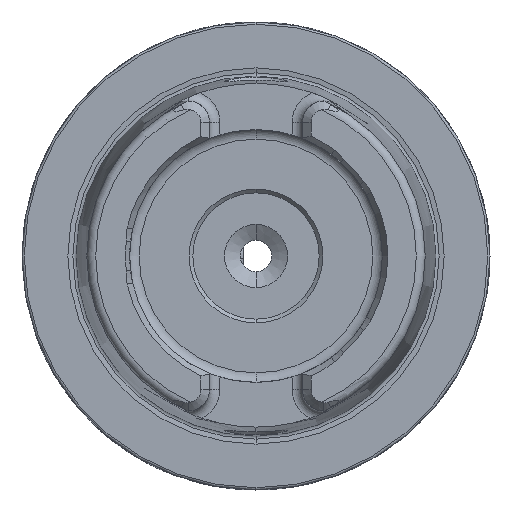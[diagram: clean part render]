
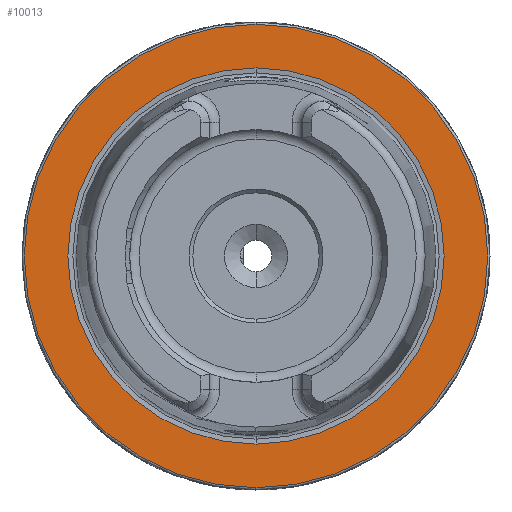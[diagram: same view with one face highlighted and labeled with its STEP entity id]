
A CAD part, left-side view. The second image highlights one B-rep face of the part: STEP entity #10013.
In plain terms, the highlighted planar face has unit normal (-1, 0, 0).
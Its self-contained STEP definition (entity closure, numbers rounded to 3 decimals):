
#1336 = CARTESIAN_POINT ( 'NONE',  ( 0., 0., 31.2 ) ) ;
#1341 = CARTESIAN_POINT ( 'NONE',  ( 0., 0., -31.2 ) ) ;
#1347 = CARTESIAN_POINT ( 'NONE',  ( 0., 0., 25.324 ) ) ;
#1349 = CARTESIAN_POINT ( 'NONE',  ( 0., 0., -25.324 ) ) ;
#2030 = FACE_OUTER_BOUND ( 'NONE', #4366, .T. ) ;
#2033 = FACE_BOUND ( 'NONE', #10770, .T. ) ;
#3174 = CARTESIAN_POINT ( 'NONE',  ( 0., 0., 0. ) ) ;
#3175 = DIRECTION ( 'NONE',  ( -1., 0., 0. ) ) ;
#3176 = DIRECTION ( 'NONE',  ( 0., 0., 1. ) ) ;
#3392 = CARTESIAN_POINT ( 'NONE',  ( 0., 0., 0. ) ) ;
#3393 = DIRECTION ( 'NONE',  ( -1., 0., 0. ) ) ;
#3394 = DIRECTION ( 'NONE',  ( 0., 0., 1. ) ) ;
#3404 = CARTESIAN_POINT ( 'NONE',  ( 0., 0., 0. ) ) ;
#3405 = DIRECTION ( 'NONE',  ( -1., 0., 0. ) ) ;
#3406 = DIRECTION ( 'NONE',  ( 0., 0., 1. ) ) ;
#3911 = EDGE_CURVE ( 'NONE', #5758, #5760, #8188, .T. ) ;
#4047 = CIRCLE ( 'NONE', #5950, 25.324 ) ;
#4366 = EDGE_LOOP ( 'NONE', ( #6712, #6713 ) ) ;
#4866 = EDGE_CURVE ( 'NONE', #5765, #5767, #4047, .T. ) ;
#5452 = CARTESIAN_POINT ( 'NONE',  ( 0., 0., 0. ) ) ;
#5454 = DIRECTION ( 'NONE',  ( -1., 0., 0. ) ) ;
#5456 = DIRECTION ( 'NONE',  ( 0., 0., 1. ) ) ;
#5758 = VERTEX_POINT ( 'NONE', #1341 ) ;
#5760 = VERTEX_POINT ( 'NONE', #1336 ) ;
#5765 = VERTEX_POINT ( 'NONE', #1347 ) ;
#5767 = VERTEX_POINT ( 'NONE', #1349 ) ;
#5907 = AXIS2_PLACEMENT_3D ( 'NONE', #5452, #5454, #5456 ) ;
#5950 = AXIS2_PLACEMENT_3D ( 'NONE', #3174, #3175, #3176 ) ;
#6130 = CARTESIAN_POINT ( 'NONE',  ( 0., 31.2, 0. ) ) ;
#6133 = PLANE ( 'NONE',  #10346 ) ;
#6135 = DIRECTION ( 'NONE',  ( 1., 0., 0. ) ) ;
#6136 = DIRECTION ( 'NONE',  ( 0., 0., -1. ) ) ;
#6710 = ORIENTED_EDGE ( 'NONE', *, *, #4866, .F. ) ;
#6711 = ORIENTED_EDGE ( 'NONE', *, *, #10473, .F. ) ;
#6712 = ORIENTED_EDGE ( 'NONE', *, *, #10469, .T. ) ;
#6713 = ORIENTED_EDGE ( 'NONE', *, *, #3911, .T. ) ;
#8188 = CIRCLE ( 'NONE', #5907, 31.2 ) ;
#9489 = CIRCLE ( 'NONE', #10384, 31.2 ) ;
#9492 = CIRCLE ( 'NONE', #10387, 25.324 ) ;
#10013 = ADVANCED_FACE ( 'NONE', ( #2033, #2030 ), #6133, .F. ) ;
#10346 = AXIS2_PLACEMENT_3D ( 'NONE', #6130, #6135, #6136 ) ;
#10384 = AXIS2_PLACEMENT_3D ( 'NONE', #3392, #3393, #3394 ) ;
#10387 = AXIS2_PLACEMENT_3D ( 'NONE', #3404, #3405, #3406 ) ;
#10469 = EDGE_CURVE ( 'NONE', #5760, #5758, #9489, .T. ) ;
#10473 = EDGE_CURVE ( 'NONE', #5767, #5765, #9492, .T. ) ;
#10770 = EDGE_LOOP ( 'NONE', ( #6710, #6711 ) ) ;
